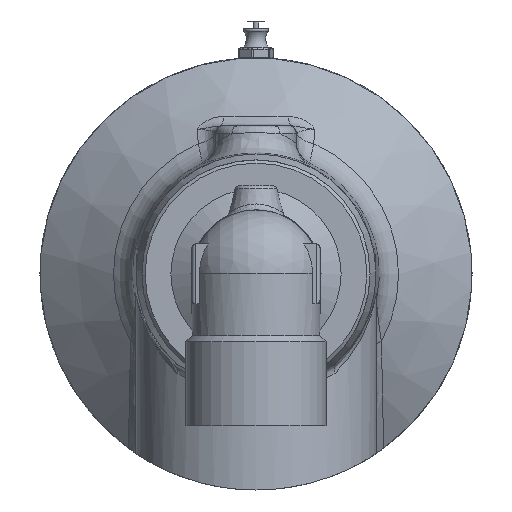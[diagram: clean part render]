
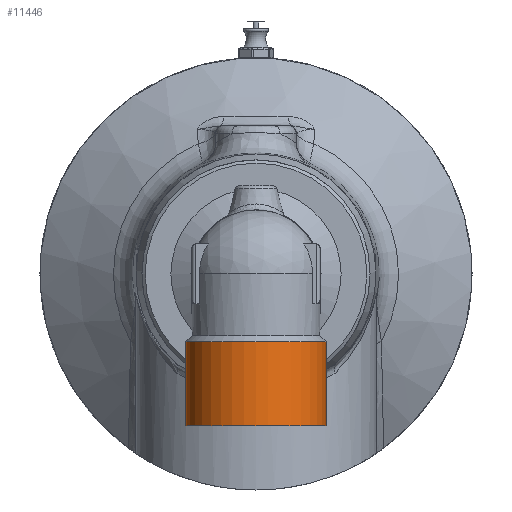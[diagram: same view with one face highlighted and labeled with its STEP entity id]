
A CAD part, left-side view. The second image highlights one B-rep face of the part: STEP entity #11446.
In plain terms, the highlighted cylindrical face has radius 17.5 mm (diameter 35 mm), a full revolution.
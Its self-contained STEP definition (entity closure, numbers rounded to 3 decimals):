
#507=LINE('',#17001,#1177);
#1177=VECTOR('',#13283,17.5);
#2809=CIRCLE('',#12171,17.5);
#2810=CIRCLE('',#12172,17.5);
#2812=CIRCLE('',#12175,17.5);
#3210=FACE_OUTER_BOUND('',#3874,.T.);
#3874=EDGE_LOOP('',(#8051,#8052,#8053,#8054,#8055));
#5128=VERTEX_POINT('',#16993);
#5129=VERTEX_POINT('',#16994);
#5130=VERTEX_POINT('',#17000);
#6268=EDGE_CURVE('',#5128,#5129,#2809,.T.);
#6269=EDGE_CURVE('',#5129,#5128,#2810,.T.);
#6272=EDGE_CURVE('',#5129,#5130,#507,.T.);
#6273=EDGE_CURVE('',#5130,#5130,#2812,.T.);
#8051=ORIENTED_EDGE('',*,*,#6268,.F.);
#8052=ORIENTED_EDGE('',*,*,#6269,.F.);
#8053=ORIENTED_EDGE('',*,*,#6272,.T.);
#8054=ORIENTED_EDGE('',*,*,#6273,.F.);
#8055=ORIENTED_EDGE('',*,*,#6272,.F.);
#11315=CYLINDRICAL_SURFACE('',#12174,17.5);
#11446=ADVANCED_FACE('',(#3210),#11315,.T.);
#12171=AXIS2_PLACEMENT_3D('',#16995,#13274,#13275);
#12172=AXIS2_PLACEMENT_3D('',#16996,#13276,#13277);
#12174=AXIS2_PLACEMENT_3D('',#16999,#13281,#13282);
#12175=AXIS2_PLACEMENT_3D('',#17002,#13284,#13285);
#13274=DIRECTION('center_axis',(0.,0.,1.));
#13275=DIRECTION('ref_axis',(-1.,0.,0.));
#13276=DIRECTION('center_axis',(0.,0.,1.));
#13277=DIRECTION('ref_axis',(-1.,0.,0.));
#13281=DIRECTION('center_axis',(0.,0.,1.));
#13282=DIRECTION('ref_axis',(1.,0.,0.));
#13283=DIRECTION('',(0.,0.,-1.));
#13284=DIRECTION('center_axis',(0.,0.,-1.));
#13285=DIRECTION('ref_axis',(1.,0.,0.));
#16993=CARTESIAN_POINT('',(-165.8,0.,-17.));
#16994=CARTESIAN_POINT('',(-200.8,0.,-17.));
#16995=CARTESIAN_POINT('Origin',(-183.3,0.,-17.));
#16996=CARTESIAN_POINT('Origin',(-183.3,0.,-17.));
#16999=CARTESIAN_POINT('Origin',(-183.3,0.,-38.));
#17000=CARTESIAN_POINT('',(-200.8,0.,-38.));
#17001=CARTESIAN_POINT('',(-200.8,0.,-38.));
#17002=CARTESIAN_POINT('Origin',(-183.3,0.,-38.));
